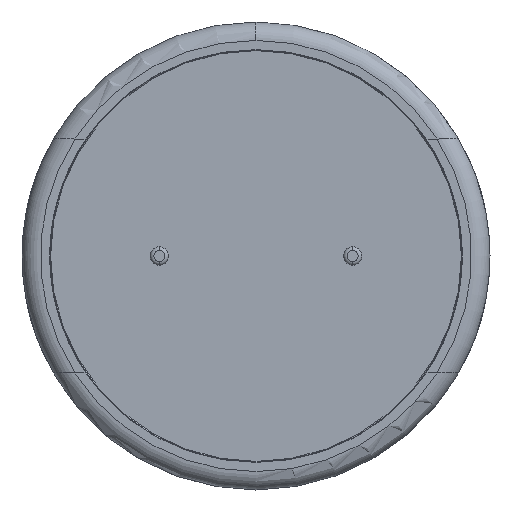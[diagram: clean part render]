
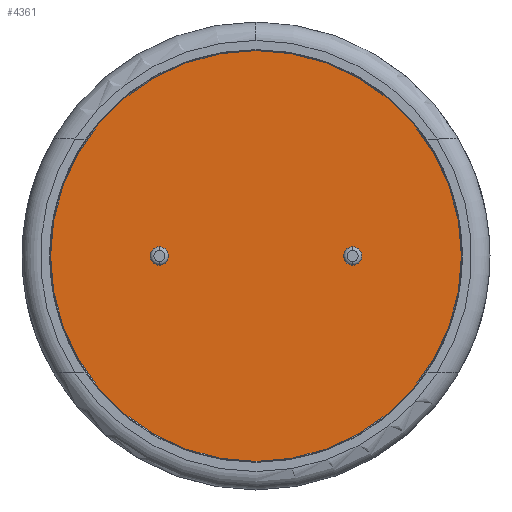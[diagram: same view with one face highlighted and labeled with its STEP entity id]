
A CAD part, front view. The second image highlights one B-rep face of the part: STEP entity #4361.
In plain terms, the highlighted planar face has unit normal (0, -1, 0).
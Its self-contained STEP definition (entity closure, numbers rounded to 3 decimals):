
#25 = FACE_BOUND ( 'NONE', #999, .T. ) ;
#42 = AXIS2_PLACEMENT_3D ( 'NONE', #5512, #2277, #3841 ) ;
#374 = DIRECTION ( 'NONE',  ( 0., -1., 0. ) ) ;
#376 = EDGE_LOOP ( 'NONE', ( #5075, #6729 ) ) ;
#379 = CIRCLE ( 'NONE', #1697, 0.5 ) ;
#441 = CARTESIAN_POINT ( 'NONE',  ( 5.25, 0.1, 0.5 ) ) ;
#536 = ORIENTED_EDGE ( 'NONE', *, *, #2842, .F. ) ;
#600 = PLANE ( 'NONE',  #612 ) ;
#601 = EDGE_CURVE ( 'NONE', #3694, #1991, #6644, .T. ) ;
#612 = AXIS2_PLACEMENT_3D ( 'NONE', #6428, #4363, #5427 ) ;
#640 = DIRECTION ( 'NONE',  ( 0., -1., 0. ) ) ;
#711 = AXIS2_PLACEMENT_3D ( 'NONE', #3611, #374, #1440 ) ;
#743 = CARTESIAN_POINT ( 'NONE',  ( -5.25, 0.1, 0. ) ) ;
#777 = ORIENTED_EDGE ( 'NONE', *, *, #3361, .F. ) ;
#900 = CARTESIAN_POINT ( 'NONE',  ( 5.25, 0.1, -0.5 ) ) ;
#999 = EDGE_LOOP ( 'NONE', ( #536, #4602 ) ) ;
#1025 = DIRECTION ( 'NONE',  ( 0., 0., -1. ) ) ;
#1440 = DIRECTION ( 'NONE',  ( 0., 0., 1. ) ) ;
#1508 = DIRECTION ( 'NONE',  ( 0., -1., 0. ) ) ;
#1697 = AXIS2_PLACEMENT_3D ( 'NONE', #2006, #1508, #3608 ) ;
#1846 = EDGE_CURVE ( 'NONE', #2507, #5804, #5359, .T. ) ;
#1991 = VERTEX_POINT ( 'NONE', #4822 ) ;
#2006 = CARTESIAN_POINT ( 'NONE',  ( 5.25, 0.1, 0. ) ) ;
#2146 = CARTESIAN_POINT ( 'NONE',  ( 0., 0.1, 0. ) ) ;
#2277 = DIRECTION ( 'NONE',  ( 0., -1., 0. ) ) ;
#2475 = ORIENTED_EDGE ( 'NONE', *, *, #3617, .F. ) ;
#2507 = VERTEX_POINT ( 'NONE', #900 ) ;
#2609 = DIRECTION ( 'NONE',  ( 0., -1., 0. ) ) ;
#2788 = AXIS2_PLACEMENT_3D ( 'NONE', #743, #5551, #3844 ) ;
#2842 = EDGE_CURVE ( 'NONE', #5804, #2507, #379, .T. ) ;
#2877 = CARTESIAN_POINT ( 'NONE',  ( 0., 0.1, 0. ) ) ;
#3278 = FACE_OUTER_BOUND ( 'NONE', #376, .T. ) ;
#3361 = EDGE_CURVE ( 'NONE', #3883, #5626, #6682, .T. ) ;
#3608 = DIRECTION ( 'NONE',  ( 0., 0., -1. ) ) ;
#3611 = CARTESIAN_POINT ( 'NONE',  ( -5.25, 0.1, 0. ) ) ;
#3617 = EDGE_CURVE ( 'NONE', #5626, #3883, #4009, .T. ) ;
#3632 = EDGE_CURVE ( 'NONE', #1991, #3694, #5029, .T. ) ;
#3637 = AXIS2_PLACEMENT_3D ( 'NONE', #2146, #2609, #1025 ) ;
#3694 = VERTEX_POINT ( 'NONE', #4090 ) ;
#3747 = EDGE_LOOP ( 'NONE', ( #777, #2475 ) ) ;
#3841 = DIRECTION ( 'NONE',  ( 0., 0., -1. ) ) ;
#3844 = DIRECTION ( 'NONE',  ( 0., 0., 1. ) ) ;
#3883 = VERTEX_POINT ( 'NONE', #6201 ) ;
#3897 = AXIS2_PLACEMENT_3D ( 'NONE', #2877, #640, #6475 ) ;
#4009 = CIRCLE ( 'NONE', #2788, 0.5 ) ;
#4090 = CARTESIAN_POINT ( 'NONE',  ( 0., 0.1, -11.15 ) ) ;
#4290 = FACE_BOUND ( 'NONE', #3747, .T. ) ;
#4361 = ADVANCED_FACE ( 'NONE', ( #4290, #25, #3278 ), #600, .T. ) ;
#4363 = DIRECTION ( 'NONE',  ( 0., -1., 0. ) ) ;
#4602 = ORIENTED_EDGE ( 'NONE', *, *, #1846, .F. ) ;
#4822 = CARTESIAN_POINT ( 'NONE',  ( 0., 0.1, 11.15 ) ) ;
#5029 = CIRCLE ( 'NONE', #3897, 11.15 ) ;
#5075 = ORIENTED_EDGE ( 'NONE', *, *, #601, .T. ) ;
#5359 = CIRCLE ( 'NONE', #42, 0.5 ) ;
#5427 = DIRECTION ( 'NONE',  ( 0., 0., -1. ) ) ;
#5512 = CARTESIAN_POINT ( 'NONE',  ( 5.25, 0.1, 0. ) ) ;
#5551 = DIRECTION ( 'NONE',  ( 0., -1., 0. ) ) ;
#5626 = VERTEX_POINT ( 'NONE', #6615 ) ;
#5804 = VERTEX_POINT ( 'NONE', #441 ) ;
#6201 = CARTESIAN_POINT ( 'NONE',  ( -5.25, 0.1, 0.5 ) ) ;
#6428 = CARTESIAN_POINT ( 'NONE',  ( 0., 0.1, 0. ) ) ;
#6475 = DIRECTION ( 'NONE',  ( 0., 0., -1. ) ) ;
#6615 = CARTESIAN_POINT ( 'NONE',  ( -5.25, 0.1, -0.5 ) ) ;
#6644 = CIRCLE ( 'NONE', #3637, 11.15 ) ;
#6682 = CIRCLE ( 'NONE', #711, 0.5 ) ;
#6729 = ORIENTED_EDGE ( 'NONE', *, *, #3632, .T. ) ;
